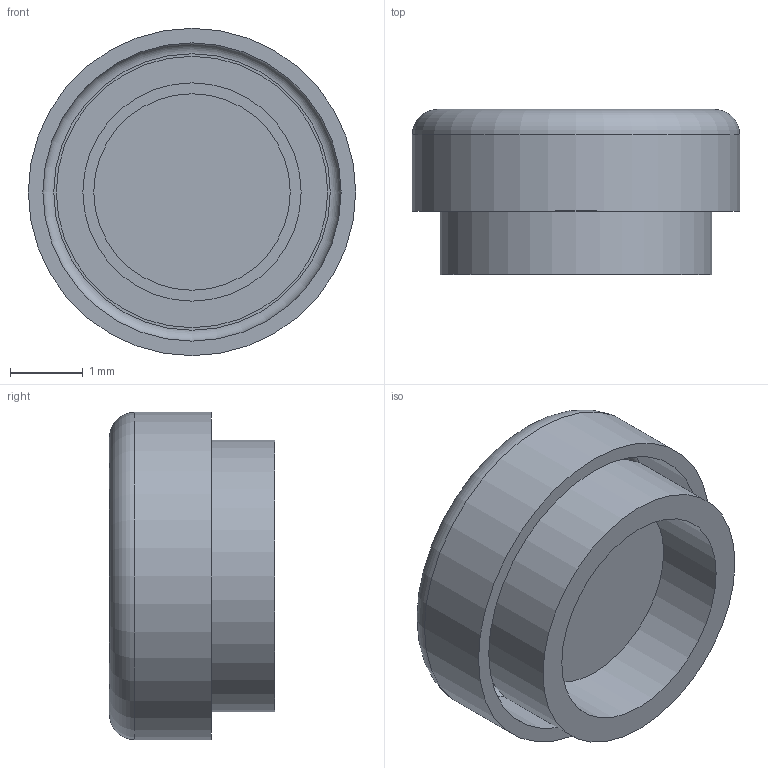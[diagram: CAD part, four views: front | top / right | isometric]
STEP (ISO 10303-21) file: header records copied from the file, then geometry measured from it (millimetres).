
FILE_DESCRIPTION(('FreeCAD Model'),'2;1');
FILE_NAME('Open CASCADE Shape Model','2022-03-18T13:08:12',('Author'),( ''),'Open CASCADE STEP processor 7.5','FreeCAD','Unknown');
FILE_SCHEMA(('AUTOMOTIVE_DESIGN { 1 0 10303 214 1 1 1 1 }'));
Length unit declared in the file: millimetre
Products named in the file (5): Unnamed; Plate; Magnet; Case; Coil
Assembly tree (4 placements, depth 2):
  Unnamed
    Plate
    Magnet
    Case
    Coil
Bounding box: 4.5 x 2.27 x 4.5 mm (x, y, z)
Volume: 17.5 mm3; surface area: 129.8 mm2
Topology: 4 solids, 4 shells, 17 faces, 22 edges, 14 vertices
Faces by surface type: plane 9, cylinder 6, torus 2
Full cylindrical faces by diameter (mm): 2.7 x2, 3 x1, 3.73 x1, 4.1 x1, 4.5 x1
Entity records: 766 total; most frequent: DIRECTION 126, CARTESIAN_POINT 102, ORIENTED_EDGE 44, PCURVE 44, DEFINITIONAL_REPRESENTATION 44, AXIS2_PLACEMENT_3D 38, LINE 38, VECTOR 38
